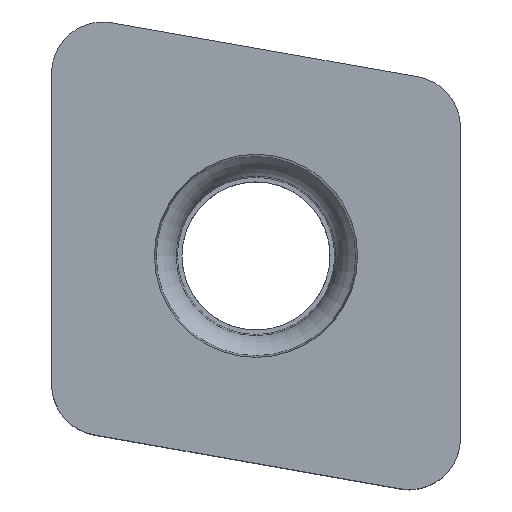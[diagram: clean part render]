
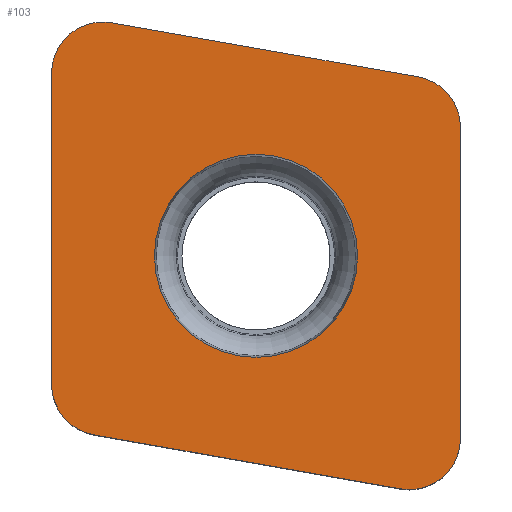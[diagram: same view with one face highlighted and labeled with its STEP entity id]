
A CAD part, top view. The second image highlights one B-rep face of the part: STEP entity #103.
In plain terms, the highlighted planar face has unit normal (0, 0, 1).
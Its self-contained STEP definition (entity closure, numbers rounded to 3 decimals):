
#59=FACE_BOUND('',#147,.T.);
#60=FACE_BOUND('',#148,.T.);
#69=CIRCLE('',#343,1.588);
#71=CIRCLE('',#346,1.588);
#73=CIRCLE('',#350,1.588);
#75=CIRCLE('',#354,1.588);
#80=CIRCLE('',#363,3.156);
#103=ADVANCED_FACE('',(#59,#60),#111,.F.);
#111=PLANE('',#376);
#147=EDGE_LOOP('',(#201,#202,#203,#204,#205,#206,#207,#208));
#148=EDGE_LOOP('',(#209));
#201=ORIENTED_EDGE('',*,*,#247,.T.);
#202=ORIENTED_EDGE('',*,*,#251,.F.);
#203=ORIENTED_EDGE('',*,*,#268,.T.);
#204=ORIENTED_EDGE('',*,*,#265,.T.);
#205=ORIENTED_EDGE('',*,*,#262,.T.);
#206=ORIENTED_EDGE('',*,*,#260,.F.);
#207=ORIENTED_EDGE('',*,*,#256,.T.);
#208=ORIENTED_EDGE('',*,*,#253,.T.);
#209=ORIENTED_EDGE('',*,*,#273,.F.);
#221=VERTEX_POINT('',#543);
#222=VERTEX_POINT('',#545);
#224=VERTEX_POINT('',#551);
#226=VERTEX_POINT('',#557);
#228=VERTEX_POINT('',#563);
#229=VERTEX_POINT('',#567);
#232=VERTEX_POINT('',#575);
#234=VERTEX_POINT('',#581);
#239=VERTEX_POINT('',#598);
#247=EDGE_CURVE('',#222,#221,#281,.T.);
#251=EDGE_CURVE('',#224,#221,#69,.T.);
#253=EDGE_CURVE('',#226,#222,#71,.T.);
#256=EDGE_CURVE('',#228,#226,#286,.T.);
#260=EDGE_CURVE('',#228,#229,#73,.T.);
#262=EDGE_CURVE('',#232,#229,#290,.T.);
#265=EDGE_CURVE('',#234,#232,#75,.T.);
#268=EDGE_CURVE('',#224,#234,#294,.T.);
#273=EDGE_CURVE('',#239,#239,#80,.T.);
#281=LINE('',#544,#297);
#286=LINE('',#562,#302);
#290=LINE('',#574,#306);
#294=LINE('',#585,#310);
#297=VECTOR('',#386,1.);
#302=VECTOR('',#405,1.);
#306=VECTOR('',#417,1.);
#310=VECTOR('',#429,1.);
#343=AXIS2_PLACEMENT_3D('',#552,#393,#394);
#346=AXIS2_PLACEMENT_3D('',#556,#399,#400);
#350=AXIS2_PLACEMENT_3D('',#570,#412,#413);
#354=AXIS2_PLACEMENT_3D('',#580,#423,#424);
#363=AXIS2_PLACEMENT_3D('',#597,#444,#445);
#376=AXIS2_PLACEMENT_3D('',#616,#470,#471);
#386=DIRECTION('',(0.,-1.,0.));
#393=DIRECTION('',(0.,0.,-1.));
#394=DIRECTION('',(-1.,0.,0.));
#399=DIRECTION('',(0.,0.,1.));
#400=DIRECTION('',(-1.,0.,0.));
#405=DIRECTION('',(-0.985,0.174,0.));
#412=DIRECTION('',(0.,0.,-1.));
#413=DIRECTION('',(-1.,0.,0.));
#417=DIRECTION('',(0.,1.,0.));
#423=DIRECTION('',(0.,0.,1.));
#424=DIRECTION('',(-1.,0.,0.));
#429=DIRECTION('',(0.985,-0.174,0.));
#444=DIRECTION('',(0.,0.,1.));
#445=DIRECTION('',(-1.,0.,0.));
#470=DIRECTION('',(0.,0.,-1.));
#471=DIRECTION('',(-1.,0.,0.));
#543=CARTESIAN_POINT('',(-6.35,-3.996,0.));
#544=CARTESIAN_POINT('',(-6.35,-16.,0.));
#545=CARTESIAN_POINT('',(-6.35,5.676,0.));
#551=CARTESIAN_POINT('',(-5.038,-5.56,0.));
#552=CARTESIAN_POINT('',(-4.763,-3.996,0.));
#556=CARTESIAN_POINT('',(-4.763,5.676,0.));
#557=CARTESIAN_POINT('',(-4.487,7.239,0.));
#562=CARTESIAN_POINT('',(16.86,3.475,0.));
#563=CARTESIAN_POINT('',(5.038,5.56,0.));
#567=CARTESIAN_POINT('',(6.35,3.996,0.));
#570=CARTESIAN_POINT('',(4.762,3.996,0.));
#574=CARTESIAN_POINT('',(6.35,16.,0.));
#575=CARTESIAN_POINT('',(6.35,-5.676,0.));
#580=CARTESIAN_POINT('',(4.762,-5.676,0.));
#581=CARTESIAN_POINT('',(4.487,-7.239,0.));
#585=CARTESIAN_POINT('',(-16.86,-3.475,0.));
#597=CARTESIAN_POINT('',(0.,0.,0.));
#598=CARTESIAN_POINT('',(-3.156,0.,0.));
#616=CARTESIAN_POINT('',(0.,0.,0.));
